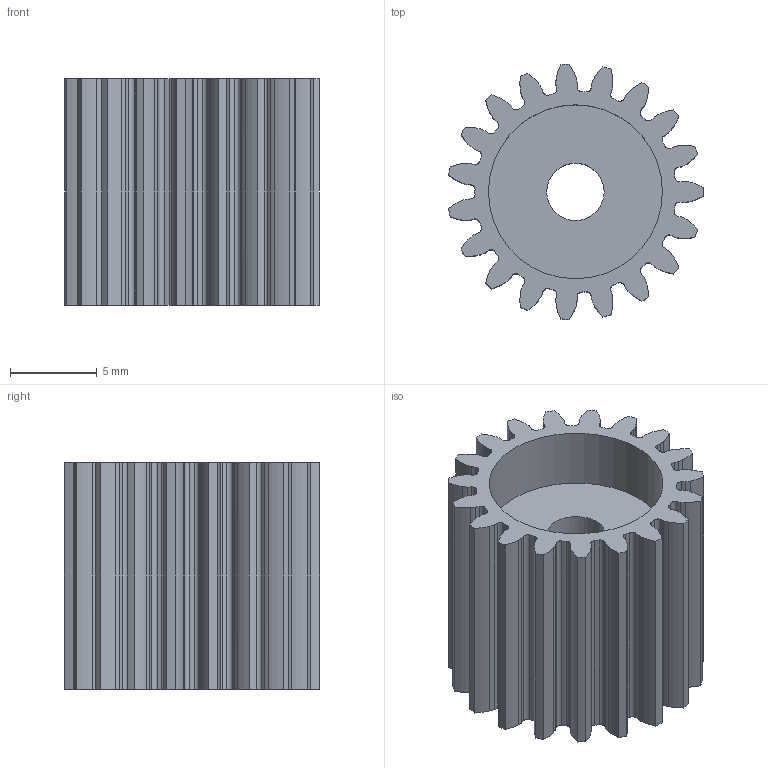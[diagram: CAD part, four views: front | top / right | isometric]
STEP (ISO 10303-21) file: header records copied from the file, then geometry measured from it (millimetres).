
FILE_DESCRIPTION(('FreeCAD Model'),'2;1');
FILE_NAME('Open CASCADE Shape Model','2022-11-17T16:46:54',(''),(''), 'Open CASCADE STEP processor 7.5','FreeCAD','Unknown');
FILE_SCHEMA(('AUTOMOTIVE_DESIGN { 1 0 10303 214 1 1 1 1 }'));
Length unit declared in the file: millimetre
Products named in the file (1): gear_inverting
Bounding box: 14.64 x 14.68 x 13 mm (x, y, z)
Volume: 1077.5 mm3; surface area: 1616.3 mm2
Topology: 1 solids, 1 shells, 198 faces, 581 edges, 387 vertices
Faces by surface type: cylinder 79, extrusion 76, plane 42, cone 1
Full cylindrical faces by diameter (mm): 3.3 x1, 10 x2
Entity records: 14941 total; most frequent: CARTESIAN_POINT 3937, DIRECTION 1842, VECTOR 1198, ORIENTED_EDGE 1162, PCURVE 1162, DEFINITIONAL_REPRESENTATION 1162, LINE 1122, EDGE_CURVE 581
